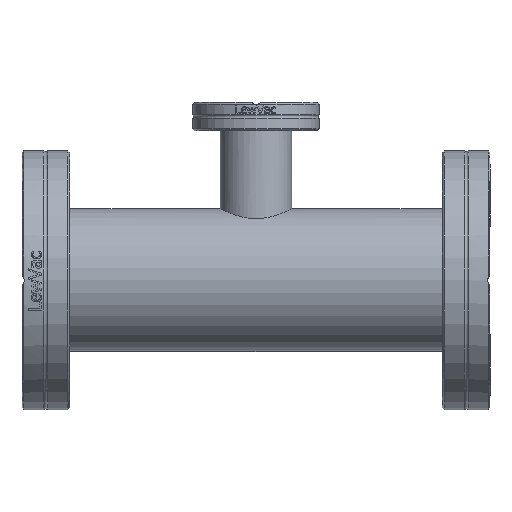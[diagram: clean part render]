
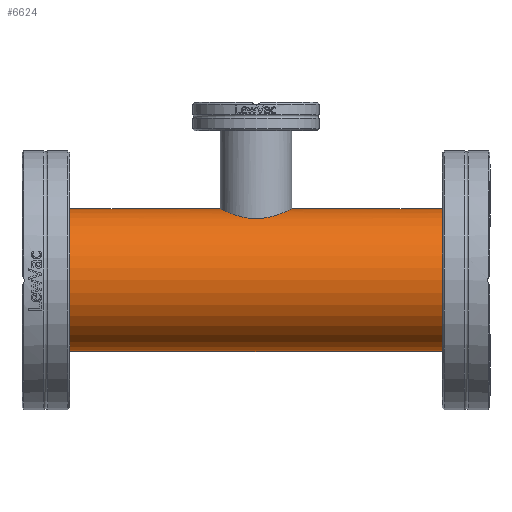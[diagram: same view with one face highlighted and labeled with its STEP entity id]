
A CAD part, left-side view. The second image highlights one B-rep face of the part: STEP entity #6624.
In plain terms, the highlighted cylindrical face has radius 19.05 mm (diameter 38.1 mm), a full revolution.
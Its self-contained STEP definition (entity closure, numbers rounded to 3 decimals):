
#1122=B_SPLINE_CURVE_WITH_KNOTS('',3,(#13944,#13945,#13946,#13947,#13948,
#13949,#13950,#13951,#13952,#13953,#13954,#13955,#13956,#13957,#13958,#13959,
#13960,#13961),.UNSPECIFIED.,.F.,.F.,(4,2,2,2,2,2,2,2,4),(1.469,
1.835,2.202,2.569,2.937,3.305,
3.672,4.039,4.406),.UNSPECIFIED.);
#1123=B_SPLINE_CURVE_WITH_KNOTS('',3,(#13962,#13963,#13964,#13965,#13966,
#13967,#13968,#13969,#13970,#13971,#13972,#13973,#13974,#13975,#13976,#13977,
#13978,#13979,#13980),.UNSPECIFIED.,.F.,.F.,(4,2,2,2,3,2,2,2,4),(4.406,
4.772,5.139,5.507,5.874,6.242,
6.609,6.976,7.343),.UNSPECIFIED.);
#1265=CYLINDRICAL_SURFACE('',#7341,19.05);
#1548=FACE_BOUND('',#2385,.T.);
#1549=FACE_BOUND('',#2386,.T.);
#1874=FACE_OUTER_BOUND('',#2384,.T.);
#2384=EDGE_LOOP('',(#5668));
#2385=EDGE_LOOP('',(#5669));
#2386=EDGE_LOOP('',(#5670,#5671));
#2751=CIRCLE('',#7342,19.05);
#2752=CIRCLE('',#7343,19.05);
#3273=VERTEX_POINT('',#13942);
#3274=VERTEX_POINT('',#13943);
#3277=VERTEX_POINT('',#13987);
#3278=VERTEX_POINT('',#13989);
#4118=EDGE_CURVE('',#3273,#3274,#1122,.T.);
#4119=EDGE_CURVE('',#3274,#3273,#1123,.T.);
#4122=EDGE_CURVE('',#3277,#3277,#2751,.T.);
#4123=EDGE_CURVE('',#3278,#3278,#2752,.T.);
#5668=ORIENTED_EDGE('',*,*,#4122,.F.);
#5669=ORIENTED_EDGE('',*,*,#4123,.F.);
#5670=ORIENTED_EDGE('',*,*,#4118,.T.);
#5671=ORIENTED_EDGE('',*,*,#4119,.T.);
#6624=ADVANCED_FACE('',(#1874,#1548,#1549),#1265,.T.);
#7341=AXIS2_PLACEMENT_3D('',#13986,#8578,#8579);
#7342=AXIS2_PLACEMENT_3D('',#13988,#8580,#8581);
#7343=AXIS2_PLACEMENT_3D('',#13990,#8582,#8583);
#8578=DIRECTION('center_axis',(0.,0.,1.));
#8579=DIRECTION('ref_axis',(-1.,0.,0.));
#8580=DIRECTION('center_axis',(0.,0.,-1.));
#8581=DIRECTION('ref_axis',(-1.,0.,0.));
#8582=DIRECTION('center_axis',(0.,0.,1.));
#8583=DIRECTION('ref_axis',(-1.,0.,0.));
#13942=CARTESIAN_POINT('',(0.,19.05,66.75));
#13943=CARTESIAN_POINT('',(0.,19.05,47.65));
#13944=CARTESIAN_POINT('Ctrl Pts',(0.,19.05,66.75));
#13945=CARTESIAN_POINT('Ctrl Pts',(-1.222,19.05,66.75));
#13946=CARTESIAN_POINT('Ctrl Pts',(-2.511,18.922,66.501));
#13947=CARTESIAN_POINT('Ctrl Pts',(-4.859,18.459,65.52));
#13948=CARTESIAN_POINT('Ctrl Pts',(-5.918,18.129,64.788));
#13949=CARTESIAN_POINT('Ctrl Pts',(-7.59,17.496,63.116));
#13950=CARTESIAN_POINT('Ctrl Pts',(-8.32,17.146,62.057));
#13951=CARTESIAN_POINT('Ctrl Pts',(-9.301,16.635,59.713));
#13952=CARTESIAN_POINT('Ctrl Pts',(-9.55,16.483,58.425));
#13953=CARTESIAN_POINT('Ctrl Pts',(-9.55,16.483,55.975));
#13954=CARTESIAN_POINT('Ctrl Pts',(-9.301,16.635,54.687));
#13955=CARTESIAN_POINT('Ctrl Pts',(-8.32,17.146,52.343));
#13956=CARTESIAN_POINT('Ctrl Pts',(-7.59,17.496,51.284));
#13957=CARTESIAN_POINT('Ctrl Pts',(-5.918,18.129,49.612));
#13958=CARTESIAN_POINT('Ctrl Pts',(-4.859,18.459,48.88));
#13959=CARTESIAN_POINT('Ctrl Pts',(-2.511,18.922,47.899));
#13960=CARTESIAN_POINT('Ctrl Pts',(-1.222,19.05,47.65));
#13961=CARTESIAN_POINT('Ctrl Pts',(0.,19.05,47.65));
#13962=CARTESIAN_POINT('Ctrl Pts',(0.,19.05,47.65));
#13963=CARTESIAN_POINT('Ctrl Pts',(1.222,19.05,47.65));
#13964=CARTESIAN_POINT('Ctrl Pts',(2.511,18.922,47.899));
#13965=CARTESIAN_POINT('Ctrl Pts',(4.859,18.459,48.88));
#13966=CARTESIAN_POINT('Ctrl Pts',(5.918,18.129,49.612));
#13967=CARTESIAN_POINT('Ctrl Pts',(7.59,17.496,51.284));
#13968=CARTESIAN_POINT('Ctrl Pts',(8.32,17.146,52.343));
#13969=CARTESIAN_POINT('Ctrl Pts',(9.301,16.635,54.687));
#13970=CARTESIAN_POINT('Ctrl Pts',(9.55,16.483,55.975));
#13971=CARTESIAN_POINT('Ctrl Pts',(9.55,16.483,57.2));
#13972=CARTESIAN_POINT('Ctrl Pts',(9.55,16.483,58.425));
#13973=CARTESIAN_POINT('Ctrl Pts',(9.301,16.635,59.713));
#13974=CARTESIAN_POINT('Ctrl Pts',(8.32,17.146,62.057));
#13975=CARTESIAN_POINT('Ctrl Pts',(7.59,17.496,63.116));
#13976=CARTESIAN_POINT('Ctrl Pts',(5.918,18.129,64.788));
#13977=CARTESIAN_POINT('Ctrl Pts',(4.859,18.459,65.52));
#13978=CARTESIAN_POINT('Ctrl Pts',(2.511,18.922,66.501));
#13979=CARTESIAN_POINT('Ctrl Pts',(1.222,19.05,66.75));
#13980=CARTESIAN_POINT('Ctrl Pts',(0.,19.05,66.75));
#13986=CARTESIAN_POINT('Origin',(0.,0.,0.));
#13987=CARTESIAN_POINT('',(19.05,0.,0.));
#13988=CARTESIAN_POINT('Origin',(0.,0.,0.));
#13989=CARTESIAN_POINT('',(19.05,0.,114.4));
#13990=CARTESIAN_POINT('Origin',(0.,0.,114.4));
